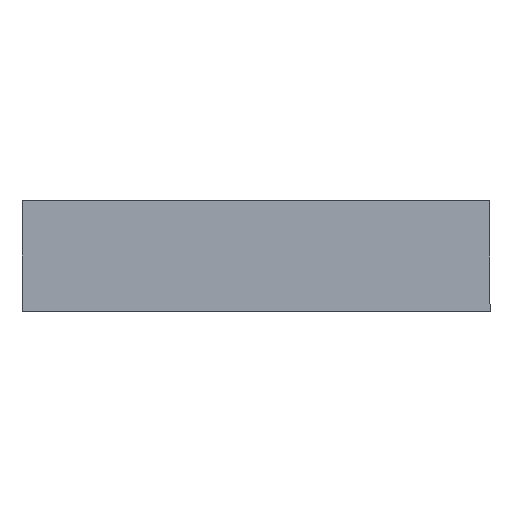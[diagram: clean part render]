
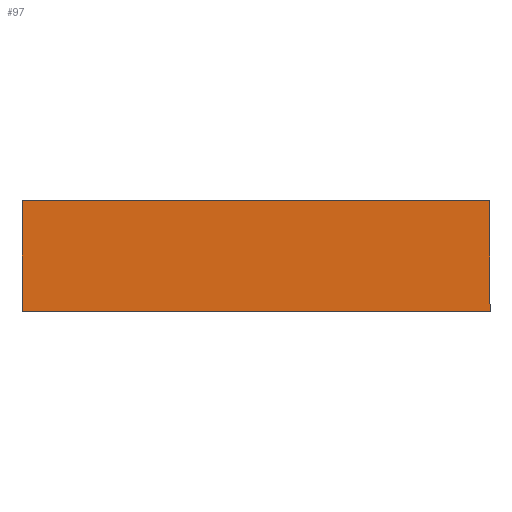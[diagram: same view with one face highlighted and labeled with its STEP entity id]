
A CAD part, left-side view. The second image highlights one B-rep face of the part: STEP entity #97.
In plain terms, the highlighted planar face has unit normal (-1, 0, 0).
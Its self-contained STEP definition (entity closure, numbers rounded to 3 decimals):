
#1 = VERTEX_POINT ( 'NONE', #198 ) ;
#11 = VERTEX_POINT ( 'NONE', #319 ) ;
#15 = AXIS2_PLACEMENT_3D ( 'NONE', #34, #153, #317 ) ;
#16 = ORIENTED_EDGE ( 'NONE', *, *, #164, .T. ) ;
#22 = EDGE_LOOP ( 'NONE', ( #16, #218, #79, #195 ) ) ;
#34 = CARTESIAN_POINT ( 'NONE',  ( -1322.5, 0., 0. ) ) ;
#44 = EDGE_CURVE ( 'NONE', #366, #196, #204, .T. ) ;
#67 = DIRECTION ( 'NONE',  ( 0., 0., -1. ) ) ;
#79 = ORIENTED_EDGE ( 'NONE', *, *, #44, .T. ) ;
#97 = ADVANCED_FACE ( 'NONE', ( #355 ), #176, .T. ) ;
#98 = LINE ( 'NONE', #185, #242 ) ;
#131 = CARTESIAN_POINT ( 'NONE',  ( -1322.5, -95., -22.5 ) ) ;
#150 = VECTOR ( 'NONE', #290, 1000. ) ;
#153 = DIRECTION ( 'NONE',  ( -1., 0., 0. ) ) ;
#156 = EDGE_CURVE ( 'NONE', #196, #1, #98, .T. ) ;
#164 = EDGE_CURVE ( 'NONE', #1, #11, #304, .T. ) ;
#176 = PLANE ( 'NONE',  #15 ) ;
#185 = CARTESIAN_POINT ( 'NONE',  ( -1322.5, -95., 22.5 ) ) ;
#189 = VECTOR ( 'NONE', #246, 1000. ) ;
#195 = ORIENTED_EDGE ( 'NONE', *, *, #156, .T. ) ;
#196 = VERTEX_POINT ( 'NONE', #326 ) ;
#198 = CARTESIAN_POINT ( 'NONE',  ( -1322.5, 95., 22.5 ) ) ;
#204 = LINE ( 'NONE', #321, #150 ) ;
#218 = ORIENTED_EDGE ( 'NONE', *, *, #316, .T. ) ;
#222 = LINE ( 'NONE', #279, #189 ) ;
#242 = VECTOR ( 'NONE', #306, 1000. ) ;
#246 = DIRECTION ( 'NONE',  ( 0., -1., 0. ) ) ;
#279 = CARTESIAN_POINT ( 'NONE',  ( -1322.5, -95., -22.5 ) ) ;
#290 = DIRECTION ( 'NONE',  ( 0., 0., 1. ) ) ;
#294 = VECTOR ( 'NONE', #67, 1000. ) ;
#304 = LINE ( 'NONE', #328, #294 ) ;
#306 = DIRECTION ( 'NONE',  ( 0., 1., 0. ) ) ;
#316 = EDGE_CURVE ( 'NONE', #11, #366, #222, .T. ) ;
#317 = DIRECTION ( 'NONE',  ( 0., 0., 1. ) ) ;
#319 = CARTESIAN_POINT ( 'NONE',  ( -1322.5, 95., -22.5 ) ) ;
#321 = CARTESIAN_POINT ( 'NONE',  ( -1322.5, -95., -22.5 ) ) ;
#326 = CARTESIAN_POINT ( 'NONE',  ( -1322.5, -95., 22.5 ) ) ;
#328 = CARTESIAN_POINT ( 'NONE',  ( -1322.5, 95., -22.5 ) ) ;
#355 = FACE_OUTER_BOUND ( 'NONE', #22, .T. ) ;
#366 = VERTEX_POINT ( 'NONE', #131 ) ;
